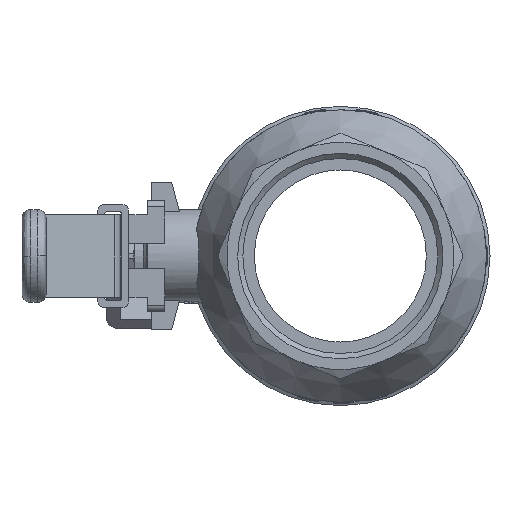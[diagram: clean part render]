
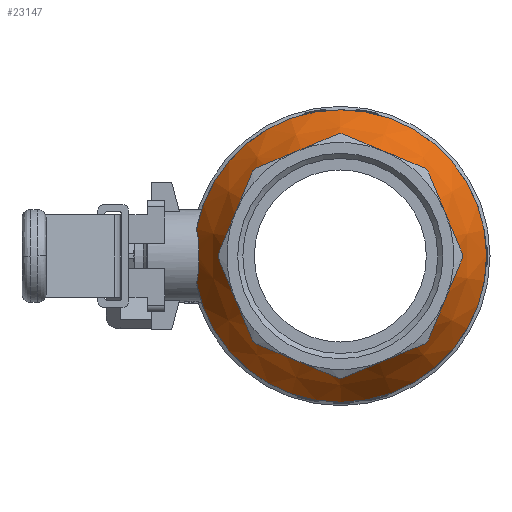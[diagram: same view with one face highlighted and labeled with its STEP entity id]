
A CAD part, left-side view. The second image highlights one B-rep face of the part: STEP entity #23147.
In plain terms, the highlighted conical face has half-angle 29.745 degrees and reference radius 32.5 mm.
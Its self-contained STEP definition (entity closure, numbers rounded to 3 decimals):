
#4442=B_SPLINE_CURVE_WITH_KNOTS('',3,(#33498,#33499,#33500,#33501,#33502,
#33503,#33504),.UNSPECIFIED.,.F.,.F.,(4,1,1,1,4),(0.,
0.004,0.008,0.013,0.017),
 .UNSPECIFIED.);
#4562=CONICAL_SURFACE('',#24660,32.5,0.519);
#5154=ORIENTED_EDGE('',*,*,#10495,.T.);
#5155=ORIENTED_EDGE('',*,*,#10041,.T.);
#5156=ORIENTED_EDGE('',*,*,#10553,.F.);
#10041=EDGE_CURVE('',#12742,#12743,#14548,.T.);
#10495=EDGE_CURVE('',#12743,#12742,#4442,.T.);
#10553=EDGE_CURVE('',#13253,#13253,#14594,.T.);
#12742=VERTEX_POINT('',#32570);
#12743=VERTEX_POINT('',#32571);
#13253=VERTEX_POINT('',#33648);
#14548=CIRCLE('',#24221,42.5);
#14594=CIRCLE('',#24661,32.5);
#14934=EDGE_LOOP('',(#5154,#5155));
#14935=EDGE_LOOP('',(#5156));
#16061=FACE_BOUND('',#14934,.T.);
#16062=FACE_BOUND('',#14935,.T.);
#23147=ADVANCED_FACE('',(#16061,#16062),#4562,.T.);
#24221=AXIS2_PLACEMENT_3D('',#32569,#26590,#26591);
#24660=AXIS2_PLACEMENT_3D('',#33646,#27535,#27536);
#24661=AXIS2_PLACEMENT_3D('',#33647,#27537,#27538);
#26590=DIRECTION('',(0.,-1.,0.));
#26591=DIRECTION('',(0.,0.,-1.));
#27535=DIRECTION('',(0.,1.,0.));
#27536=DIRECTION('',(1.,0.,0.));
#27537=DIRECTION('',(0.,-1.,0.));
#27538=DIRECTION('',(0.,0.,-1.));
#32569=CARTESIAN_POINT('',(0.,-11.,0.));
#32570=CARTESIAN_POINT('',(-7.826,-11.,41.773));
#32571=CARTESIAN_POINT('',(7.826,-11.,41.773));
#33498=CARTESIAN_POINT('',(7.826,-11.,41.773));
#33499=CARTESIAN_POINT('',(6.696,-11.804,41.517));
#33500=CARTESIAN_POINT('',(4.205,-13.055,41.175));
#33501=CARTESIAN_POINT('',(0.007,-13.72,41.02));
#33502=CARTESIAN_POINT('',(-4.18,-13.065,41.173));
#33503=CARTESIAN_POINT('',(-6.696,-11.804,41.517));
#33504=CARTESIAN_POINT('',(-7.826,-11.,41.773));
#33646=CARTESIAN_POINT('',(0.,-28.5,0.));
#33647=CARTESIAN_POINT('',(0.,-28.5,0.));
#33648=CARTESIAN_POINT('',(0.,-28.5,-32.5));
